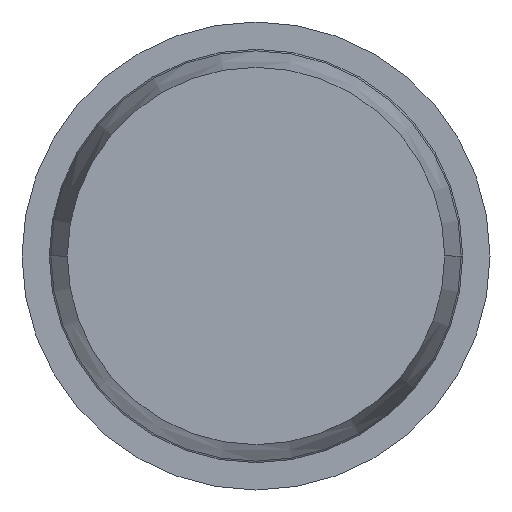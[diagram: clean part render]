
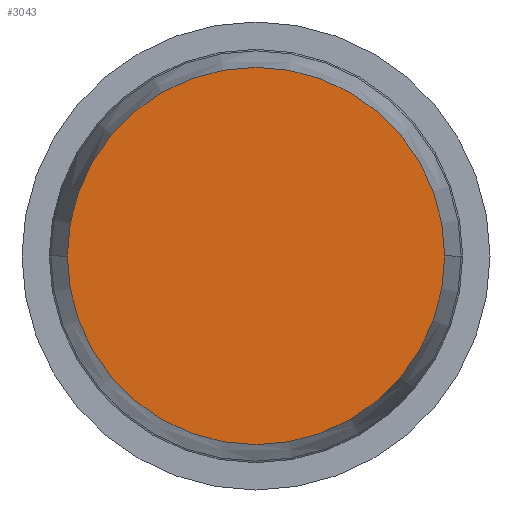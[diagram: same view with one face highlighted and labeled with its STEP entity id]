
A CAD part, front view. The second image highlights one B-rep face of the part: STEP entity #3043.
In plain terms, the highlighted planar face has unit normal (0, -1, 0).
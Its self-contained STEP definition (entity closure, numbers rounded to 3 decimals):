
#54 = ORIENTED_EDGE ( 'NONE', *, *, #3361, .T. ) ;
#455 = CARTESIAN_POINT ( 'NONE',  ( 0., -19., 0. ) ) ;
#786 = CARTESIAN_POINT ( 'NONE',  ( 1.209, -19., 0. ) ) ;
#807 = CIRCLE ( 'NONE', #3374, 1.209 ) ;
#997 = AXIS2_PLACEMENT_3D ( 'NONE', #455, #1122, #2133 ) ;
#999 = VERTEX_POINT ( 'NONE', #786 ) ;
#1062 = DIRECTION ( 'NONE',  ( 1., 0., 0. ) ) ;
#1122 = DIRECTION ( 'NONE',  ( 0., -1., 0. ) ) ;
#1321 = EDGE_LOOP ( 'NONE', ( #2503, #54 ) ) ;
#1401 = PLANE ( 'NONE',  #2933 ) ;
#1765 = DIRECTION ( 'NONE',  ( 0., -1., 0. ) ) ;
#1809 = DIRECTION ( 'NONE',  ( 1., 0., 0. ) ) ;
#2062 = EDGE_CURVE ( 'Defeature ausgef�hrt1_2+Defeature ausgef�hrt1_11+Defeature ausgef�hrt1_11+Defeature ausgef�hrt1_11', #3446, #999, #2916, .T. ) ;
#2133 = DIRECTION ( 'NONE',  ( 1., 0., 0. ) ) ;
#2271 = CARTESIAN_POINT ( 'NONE',  ( -1.209, -19., 0. ) ) ;
#2448 = CARTESIAN_POINT ( 'NONE',  ( 0., -19., 0. ) ) ;
#2503 = ORIENTED_EDGE ( 'NONE', *, *, #2062, .T. ) ;
#2916 = CIRCLE ( 'NONE', #997, 1.209 ) ;
#2933 = AXIS2_PLACEMENT_3D ( 'NONE', #2448, #1765, #1062 ) ;
#3043 = ADVANCED_FACE ( 'Defeature ausgef�hrt1_2', ( #3472 ), #1401, .T. ) ;
#3181 = DIRECTION ( 'NONE',  ( 0., -1., 0. ) ) ;
#3361 = EDGE_CURVE ( 'Defeature ausgef�hrt1_2+Defeature ausgef�hrt1_11+Defeature ausgef�hrt1_11+Defeature ausgef�hrt1_11', #999, #3446, #807, .T. ) ;
#3374 = AXIS2_PLACEMENT_3D ( 'NONE', #3488, #3181, #1809 ) ;
#3446 = VERTEX_POINT ( 'NONE', #2271 ) ;
#3472 = FACE_OUTER_BOUND ( 'NONE', #1321, .T. ) ;
#3488 = CARTESIAN_POINT ( 'NONE',  ( 0., -19., 0. ) ) ;
